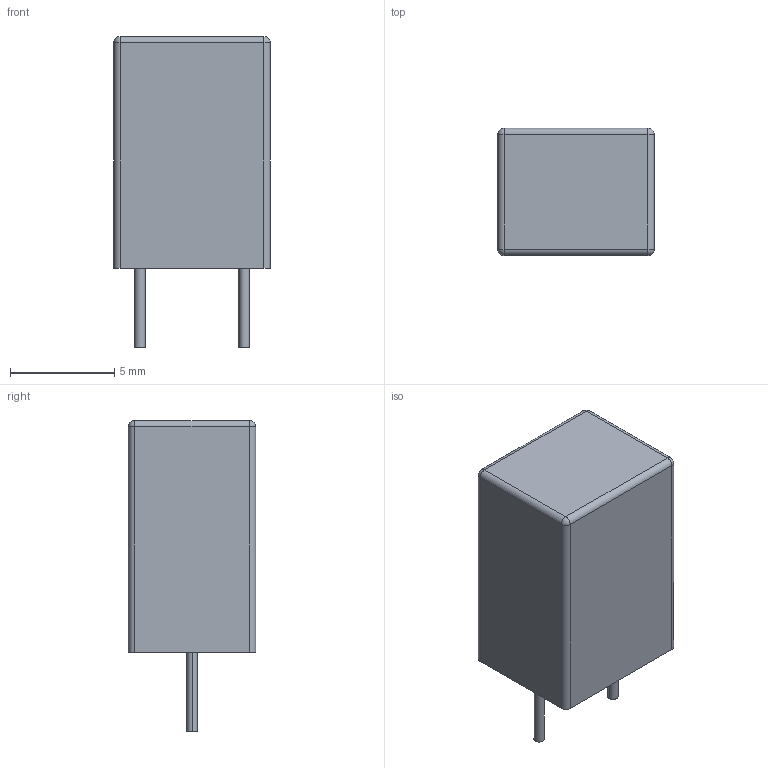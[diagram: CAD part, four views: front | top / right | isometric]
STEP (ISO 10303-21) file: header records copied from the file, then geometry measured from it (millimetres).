
FILE_DESCRIPTION((''),'2;1');
FILE_NAME('CAPR500-600X720X1110.stp','2011-06-29T09:35:03',(''),(''),'Mechanical Desktop 2011','Mechanical Desktop 2011',', , ');
FILE_SCHEMA(('AUTOMOTIVE_DESIGN { 1 2 10303 214 1 1 1 1 }'));
Length unit declared in the file: millimetre
Products named in the file (1): Product
Bounding box: 7.5 x 6.1 x 14.9 mm (x, y, z)
Volume: 508 mm3; surface area: 396.8 mm2
Topology: 3 solids, 3 shells, 26 faces, 52 edges, 28 vertices
Faces by surface type: cylinder 12, plane 10, sphere 4
Entity records: 690 total; most frequent: DIRECTION 126, CARTESIAN_POINT 103, ORIENTED_EDGE 96, AXIS2_PLACEMENT_3D 51, EDGE_CURVE 48, VERTEX_POINT 28, EDGE_LOOP 26, FACE_OUTER_BOUND 26
